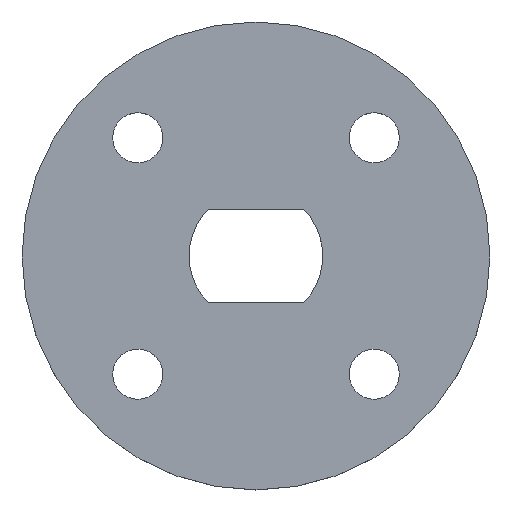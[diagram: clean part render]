
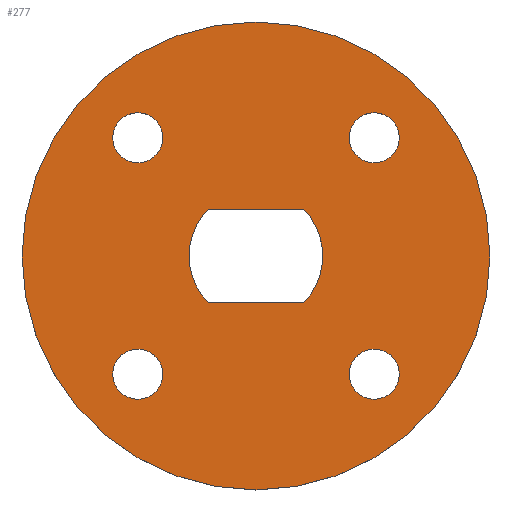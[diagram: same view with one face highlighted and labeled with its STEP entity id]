
A CAD part, top view. The second image highlights one B-rep face of the part: STEP entity #277.
In plain terms, the highlighted planar face has unit normal (0, 0, 1).
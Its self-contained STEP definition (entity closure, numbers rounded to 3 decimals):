
#4 = ORIENTED_EDGE ( 'NONE', *, *, #570, .F. ) ;
#6 = CARTESIAN_POINT ( 'NONE',  ( 2.857, 2.8, 2. ) ) ;
#13 = CARTESIAN_POINT ( 'NONE',  ( 7.071, 7.071, 2. ) ) ;
#17 = CIRCLE ( 'NONE', #518, 4. ) ;
#19 = CARTESIAN_POINT ( 'NONE',  ( 0., 0., 2. ) ) ;
#26 = EDGE_CURVE ( 'NONE', #71, #584, #291, .T. ) ;
#30 = DIRECTION ( 'NONE',  ( 1., 0., 0. ) ) ;
#40 = VECTOR ( 'NONE', #529, 1000. ) ;
#49 = VECTOR ( 'NONE', #410, 1000. ) ;
#56 = EDGE_CURVE ( 'NONE', #177, #278, #17, .T. ) ;
#58 = EDGE_CURVE ( 'NONE', #616, #221, #385, .T. ) ;
#59 = FACE_BOUND ( 'NONE', #116, .T. ) ;
#62 = AXIS2_PLACEMENT_3D ( 'NONE', #13, #556, #506 ) ;
#64 = PLANE ( 'NONE',  #383 ) ;
#71 = VERTEX_POINT ( 'NONE', #238 ) ;
#72 = CIRCLE ( 'NONE', #372, 1.5 ) ;
#76 = ORIENTED_EDGE ( 'NONE', *, *, #147, .T. ) ;
#85 = AXIS2_PLACEMENT_3D ( 'NONE', #638, #499, #592 ) ;
#86 = CIRCLE ( 'NONE', #443, 1.5 ) ;
#91 = EDGE_CURVE ( 'NONE', #515, #120, #301, .T. ) ;
#111 = DIRECTION ( 'NONE',  ( 0., 0., 1. ) ) ;
#116 = EDGE_LOOP ( 'NONE', ( #370, #228 ) ) ;
#117 = CIRCLE ( 'NONE', #551, 14. ) ;
#119 = DIRECTION ( 'NONE',  ( 0., 0., 1. ) ) ;
#120 = VERTEX_POINT ( 'NONE', #248 ) ;
#123 = VERTEX_POINT ( 'NONE', #295 ) ;
#131 = ORIENTED_EDGE ( 'NONE', *, *, #58, .F. ) ;
#136 = VERTEX_POINT ( 'NONE', #468 ) ;
#147 = EDGE_CURVE ( 'NONE', #136, #304, #263, .T. ) ;
#154 = EDGE_CURVE ( 'NONE', #405, #311, #72, .T. ) ;
#155 = CARTESIAN_POINT ( 'NONE',  ( 0., 0., 2. ) ) ;
#157 = CARTESIAN_POINT ( 'NONE',  ( 0., 0., 2. ) ) ;
#163 = CARTESIAN_POINT ( 'NONE',  ( -8.571, 7.071, 2. ) ) ;
#166 = DIRECTION ( 'NONE',  ( 1., 0., 0. ) ) ;
#175 = CARTESIAN_POINT ( 'NONE',  ( 0., 0., 2. ) ) ;
#177 = VERTEX_POINT ( 'NONE', #6 ) ;
#182 = CARTESIAN_POINT ( 'NONE',  ( 8.571, -7.071, 2. ) ) ;
#184 = CARTESIAN_POINT ( 'NONE',  ( -8.571, -7.071, 2. ) ) ;
#185 = ORIENTED_EDGE ( 'NONE', *, *, #91, .F. ) ;
#192 = DIRECTION ( 'NONE',  ( -1., 0., 0. ) ) ;
#193 = DIRECTION ( 'NONE',  ( 0., 0., 1. ) ) ;
#195 = CIRCLE ( 'NONE', #225, 1.5 ) ;
#203 = AXIS2_PLACEMENT_3D ( 'NONE', #157, #392, #192 ) ;
#205 = DIRECTION ( 'NONE',  ( 1., 0., 0. ) ) ;
#215 = ORIENTED_EDGE ( 'NONE', *, *, #436, .T. ) ;
#218 = ORIENTED_EDGE ( 'NONE', *, *, #630, .F. ) ;
#221 = VERTEX_POINT ( 'NONE', #413 ) ;
#225 = AXIS2_PLACEMENT_3D ( 'NONE', #576, #380, #30 ) ;
#226 = CIRCLE ( 'NONE', #519, 4. ) ;
#228 = ORIENTED_EDGE ( 'NONE', *, *, #154, .F. ) ;
#230 = CARTESIAN_POINT ( 'NONE',  ( -14., 0., 2. ) ) ;
#232 = EDGE_CURVE ( 'NONE', #177, #123, #604, .T. ) ;
#238 = CARTESIAN_POINT ( 'NONE',  ( -5.571, 7.071, 2. ) ) ;
#248 = CARTESIAN_POINT ( 'NONE',  ( 5.571, 7.071, 2. ) ) ;
#249 = DIRECTION ( 'NONE',  ( 1., 0., 0. ) ) ;
#251 = FACE_BOUND ( 'NONE', #265, .T. ) ;
#253 = FACE_BOUND ( 'NONE', #482, .T. ) ;
#255 = DIRECTION ( 'NONE',  ( 0., 0., 1. ) ) ;
#256 = CARTESIAN_POINT ( 'NONE',  ( 0., 0., 2. ) ) ;
#259 = DIRECTION ( 'NONE',  ( 1., 0., 0. ) ) ;
#263 = CIRCLE ( 'NONE', #351, 14. ) ;
#264 = CIRCLE ( 'NONE', #363, 1.5 ) ;
#265 = EDGE_LOOP ( 'NONE', ( #218, #185 ) ) ;
#269 = CARTESIAN_POINT ( 'NONE',  ( -4., 0., 2. ) ) ;
#277 = ADVANCED_FACE ( 'NONE', ( #59, #557, #296, #251, #450, #253 ), #64, .T. ) ;
#278 = VERTEX_POINT ( 'NONE', #526 ) ;
#281 = DIRECTION ( 'NONE',  ( 0., 0., 1. ) ) ;
#287 = CARTESIAN_POINT ( 'NONE',  ( 5.571, -7.071, 2. ) ) ;
#291 = CIRCLE ( 'NONE', #486, 1.5 ) ;
#293 = CARTESIAN_POINT ( 'NONE',  ( 8.571, 7.071, 2. ) ) ;
#295 = CARTESIAN_POINT ( 'NONE',  ( -2.857, 2.8, 2. ) ) ;
#296 = FACE_OUTER_BOUND ( 'NONE', #480, .T. ) ;
#300 = ORIENTED_EDGE ( 'NONE', *, *, #458, .F. ) ;
#301 = CIRCLE ( 'NONE', #85, 1.5 ) ;
#304 = VERTEX_POINT ( 'NONE', #230 ) ;
#306 = DIRECTION ( 'NONE',  ( 1., 0., 0. ) ) ;
#309 = CARTESIAN_POINT ( 'NONE',  ( -7.071, -7.071, 2. ) ) ;
#310 = EDGE_CURVE ( 'NONE', #278, #221, #376, .T. ) ;
#311 = VERTEX_POINT ( 'NONE', #184 ) ;
#316 = CARTESIAN_POINT ( 'NONE',  ( -5.571, -7.071, 2. ) ) ;
#334 = DIRECTION ( 'NONE',  ( 1., 0., 0. ) ) ;
#345 = VERTEX_POINT ( 'NONE', #182 ) ;
#351 = AXIS2_PLACEMENT_3D ( 'NONE', #19, #111, #205 ) ;
#353 = EDGE_CURVE ( 'NONE', #584, #71, #195, .T. ) ;
#358 = CARTESIAN_POINT ( 'NONE',  ( 7.071, -7.071, 2. ) ) ;
#361 = DIRECTION ( 'NONE',  ( -1., 0., 0. ) ) ;
#363 = AXIS2_PLACEMENT_3D ( 'NONE', #444, #387, #334 ) ;
#370 = ORIENTED_EDGE ( 'NONE', *, *, #495, .F. ) ;
#372 = AXIS2_PLACEMENT_3D ( 'NONE', #309, #119, #259 ) ;
#376 = LINE ( 'NONE', #625, #40 ) ;
#380 = DIRECTION ( 'NONE',  ( 0., 0., 1. ) ) ;
#382 = DIRECTION ( 'NONE',  ( 0., 0., 1. ) ) ;
#383 = AXIS2_PLACEMENT_3D ( 'NONE', #256, #606, #306 ) ;
#385 = CIRCLE ( 'NONE', #203, 4. ) ;
#387 = DIRECTION ( 'NONE',  ( 0., 0., 1. ) ) ;
#392 = DIRECTION ( 'NONE',  ( 0., 0., 1. ) ) ;
#398 = EDGE_LOOP ( 'NONE', ( #474, #300 ) ) ;
#403 = EDGE_LOOP ( 'NONE', ( #613, #586 ) ) ;
#405 = VERTEX_POINT ( 'NONE', #316 ) ;
#410 = DIRECTION ( 'NONE',  ( -1., 0., 0. ) ) ;
#413 = CARTESIAN_POINT ( 'NONE',  ( -2.857, -2.8, 2. ) ) ;
#432 = CIRCLE ( 'NONE', #583, 1.5 ) ;
#433 = DIRECTION ( 'NONE',  ( 1., 0., 0. ) ) ;
#436 = EDGE_CURVE ( 'NONE', #304, #136, #117, .T. ) ;
#443 = AXIS2_PLACEMENT_3D ( 'NONE', #358, #255, #166 ) ;
#444 = CARTESIAN_POINT ( 'NONE',  ( -7.071, -7.071, 2. ) ) ;
#450 = FACE_BOUND ( 'NONE', #398, .T. ) ;
#455 = VERTEX_POINT ( 'NONE', #287 ) ;
#458 = EDGE_CURVE ( 'NONE', #345, #455, #432, .T. ) ;
#468 = CARTESIAN_POINT ( 'NONE',  ( 14., 0., 2. ) ) ;
#474 = ORIENTED_EDGE ( 'NONE', *, *, #580, .F. ) ;
#480 = EDGE_LOOP ( 'NONE', ( #215, #76 ) ) ;
#482 = EDGE_LOOP ( 'NONE', ( #622, #131, #4, #607, #628 ) ) ;
#486 = AXIS2_PLACEMENT_3D ( 'NONE', #598, #193, #433 ) ;
#487 = DIRECTION ( 'NONE',  ( -1., 0., 0. ) ) ;
#495 = EDGE_CURVE ( 'NONE', #311, #405, #264, .T. ) ;
#499 = DIRECTION ( 'NONE',  ( 0., 0., 1. ) ) ;
#506 = DIRECTION ( 'NONE',  ( 1., 0., 0. ) ) ;
#507 = CARTESIAN_POINT ( 'NONE',  ( 0., 2.8, 2. ) ) ;
#515 = VERTEX_POINT ( 'NONE', #293 ) ;
#518 = AXIS2_PLACEMENT_3D ( 'NONE', #155, #637, #487 ) ;
#519 = AXIS2_PLACEMENT_3D ( 'NONE', #175, #561, #361 ) ;
#526 = CARTESIAN_POINT ( 'NONE',  ( 2.857, -2.8, 2. ) ) ;
#529 = DIRECTION ( 'NONE',  ( -1., 0., 0. ) ) ;
#544 = CARTESIAN_POINT ( 'NONE',  ( 7.071, -7.071, 2. ) ) ;
#551 = AXIS2_PLACEMENT_3D ( 'NONE', #627, #382, #581 ) ;
#556 = DIRECTION ( 'NONE',  ( 0., 0., 1. ) ) ;
#557 = FACE_BOUND ( 'NONE', #403, .T. ) ;
#561 = DIRECTION ( 'NONE',  ( 0., 0., 1. ) ) ;
#570 = EDGE_CURVE ( 'NONE', #123, #616, #226, .T. ) ;
#576 = CARTESIAN_POINT ( 'NONE',  ( -7.071, 7.071, 2. ) ) ;
#580 = EDGE_CURVE ( 'NONE', #455, #345, #86, .T. ) ;
#581 = DIRECTION ( 'NONE',  ( 1., 0., 0. ) ) ;
#583 = AXIS2_PLACEMENT_3D ( 'NONE', #544, #281, #249 ) ;
#584 = VERTEX_POINT ( 'NONE', #163 ) ;
#586 = ORIENTED_EDGE ( 'NONE', *, *, #26, .F. ) ;
#592 = DIRECTION ( 'NONE',  ( 1., 0., 0. ) ) ;
#598 = CARTESIAN_POINT ( 'NONE',  ( -7.071, 7.071, 2. ) ) ;
#601 = CIRCLE ( 'NONE', #62, 1.5 ) ;
#604 = LINE ( 'NONE', #507, #49 ) ;
#606 = DIRECTION ( 'NONE',  ( 0., 0., 1. ) ) ;
#607 = ORIENTED_EDGE ( 'NONE', *, *, #232, .F. ) ;
#613 = ORIENTED_EDGE ( 'NONE', *, *, #353, .F. ) ;
#616 = VERTEX_POINT ( 'NONE', #269 ) ;
#622 = ORIENTED_EDGE ( 'NONE', *, *, #310, .T. ) ;
#625 = CARTESIAN_POINT ( 'NONE',  ( 0., -2.8, 2. ) ) ;
#627 = CARTESIAN_POINT ( 'NONE',  ( 0., 0., 2. ) ) ;
#628 = ORIENTED_EDGE ( 'NONE', *, *, #56, .T. ) ;
#630 = EDGE_CURVE ( 'NONE', #120, #515, #601, .T. ) ;
#637 = DIRECTION ( 'NONE',  ( 0., 0., -1. ) ) ;
#638 = CARTESIAN_POINT ( 'NONE',  ( 7.071, 7.071, 2. ) ) ;
